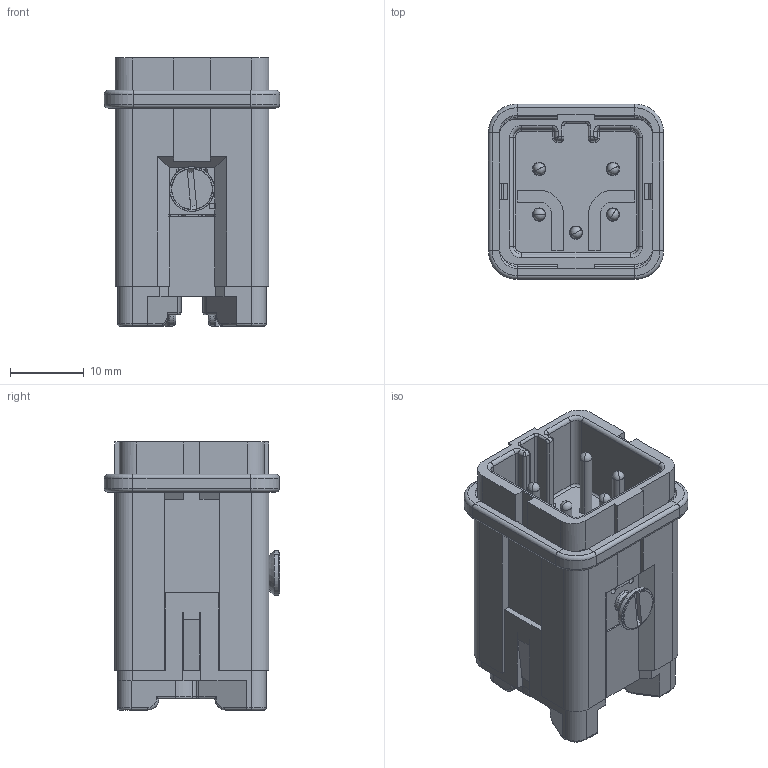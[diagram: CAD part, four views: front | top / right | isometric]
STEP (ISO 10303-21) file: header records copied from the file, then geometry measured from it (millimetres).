
FILE_DESCRIPTION(('CATIA V5 STEP Exchange','CAx-IF Rec.Pracs.--- Model Styling and Organization---1.5--- 2016-08-15','CAx-IF Rec.Pracs.---Supplemental Geometry---1.0---2011-11-01','CAx-IF Rec.Pracs.--- Composite Materials ---1.1---2010-07-15'),'2;1');
FILE_NAME ('13439296_4', '2025-01-28T12:16:19+00:00', ('none'), ('Weidmueller'), 'CATIA Version 5-6 Release 2022 SP4 HF5', 'CATIA V5 STEP AP214 v3', 'none');
FILE_SCHEMA(('AUTOMOTIVE_DESIGN { 1 0 10303 214 1 1 1 1 }'));
Length unit declared in the file: millimetre
Products named in the file (1): 1498300000
Bounding box: 23.8 x 23.85 x 36.4 mm (x, y, z)
Volume: 7782.2 mm3; surface area: 11945.7 mm2
Topology: 1 solids, 1 shells, 1767 faces, 4675 edges, 2873 vertices
Faces by surface type: plane 1074, cylinder 473, torus 144, cone 58, sphere 12, bspline 6
Entity records: 50562 total; most frequent: CARTESIAN_POINT 10214, ORIENTED_EDGE 9322, DIRECTION 6679, EDGE_CURVE 4661, VECTOR 3159, LINE 3159, VERTEX_POINT 2873, AXIS2_PLACEMENT_3D 2409
